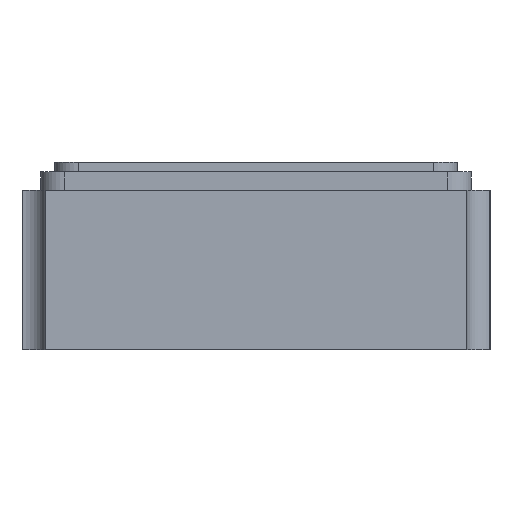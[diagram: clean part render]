
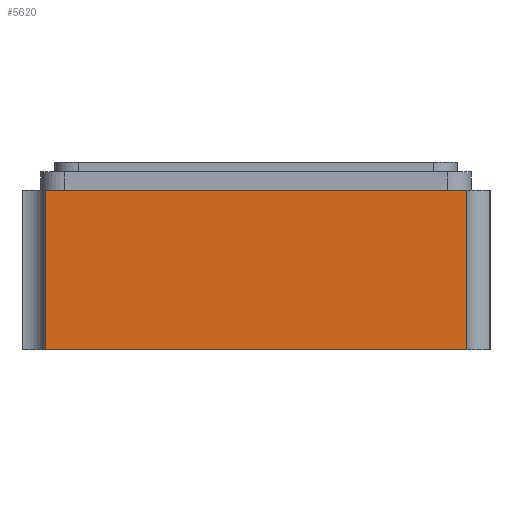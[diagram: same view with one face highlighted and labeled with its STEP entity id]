
A CAD part, left-side view. The second image highlights one B-rep face of the part: STEP entity #5620.
In plain terms, the highlighted planar face has unit normal (-1, 0, 0).
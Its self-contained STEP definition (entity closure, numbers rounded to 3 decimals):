
#187 = LINE ( 'NONE', #188, #5275 ) ;
#188 = CARTESIAN_POINT ( 'NONE',  ( -3.5, 2.25, -0.85 ) ) ;
#189 = DIRECTION ( 'NONE',  ( 0., -1., 0. ) ) ;
#705 = LINE ( 'NONE', #706, #5232 ) ;
#706 = CARTESIAN_POINT ( 'NONE',  ( -3.5, 2.25, 0.85 ) ) ;
#707 = DIRECTION ( 'NONE',  ( 0., 0., -1. ) ) ;
#708 = LINE ( 'NONE', #709, #5203 ) ;
#709 = CARTESIAN_POINT ( 'NONE',  ( -3.5, -2.25, 0.85 ) ) ;
#710 = DIRECTION ( 'NONE',  ( 0., 0., -1. ) ) ;
#1998 = LINE ( 'NONE', #1999, #2772 ) ;
#1999 = CARTESIAN_POINT ( 'NONE',  ( -3.5, 2.25, 0.85 ) ) ;
#2000 = DIRECTION ( 'NONE',  ( 0., -1., 0. ) ) ;
#2100 = ORIENTED_EDGE ( 'NONE', *, *, #5498, .F. ) ;
#2102 = ORIENTED_EDGE ( 'NONE', *, *, #5004, .T. ) ;
#2103 = ORIENTED_EDGE ( 'NONE', *, *, #4910, .F. ) ;
#2105 = ORIENTED_EDGE ( 'NONE', *, *, #4909, .T. ) ;
#2313 = EDGE_LOOP ( 'NONE', ( #2102, #2103, #2100, #2105 ) ) ;
#2772 = VECTOR ( 'NONE', #2000, 1000. ) ;
#3024 = FACE_OUTER_BOUND ( 'NONE', #2313, .T. ) ;
#3040 = AXIS2_PLACEMENT_3D ( 'NONE', #4057, #4058, #4059 ) ;
#4029 = PLANE ( 'NONE',  #3040 ) ;
#4057 = CARTESIAN_POINT ( 'NONE',  ( -3.5, 2.25, 0.85 ) ) ;
#4058 = DIRECTION ( 'NONE',  ( 1., 0., 0. ) ) ;
#4059 = DIRECTION ( 'NONE',  ( 0., 1., 0. ) ) ;
#4566 = CARTESIAN_POINT ( 'NONE',  ( -3.5, -2.25, 0.85 ) ) ;
#4567 = CARTESIAN_POINT ( 'NONE',  ( -3.5, 2.25, 0.85 ) ) ;
#4602 = CARTESIAN_POINT ( 'NONE',  ( -3.5, 2.25, -0.85 ) ) ;
#4669 = CARTESIAN_POINT ( 'NONE',  ( -3.5, -2.25, -0.85 ) ) ;
#4909 = EDGE_CURVE ( 'NONE', #6070, #6105, #705, .T. ) ;
#4910 = EDGE_CURVE ( 'NONE', #6069, #6172, #708, .T. ) ;
#5004 = EDGE_CURVE ( 'NONE', #6105, #6172, #187, .T. ) ;
#5203 = VECTOR ( 'NONE', #710, 1000. ) ;
#5232 = VECTOR ( 'NONE', #707, 1000. ) ;
#5275 = VECTOR ( 'NONE', #189, 1000. ) ;
#5498 = EDGE_CURVE ( 'NONE', #6070, #6069, #1998, .T. ) ;
#5620 = ADVANCED_FACE ( 'NONE', ( #3024 ), #4029, .F. ) ;
#6069 = VERTEX_POINT ( 'NONE', #4566 ) ;
#6070 = VERTEX_POINT ( 'NONE', #4567 ) ;
#6105 = VERTEX_POINT ( 'NONE', #4602 ) ;
#6172 = VERTEX_POINT ( 'NONE', #4669 ) ;
